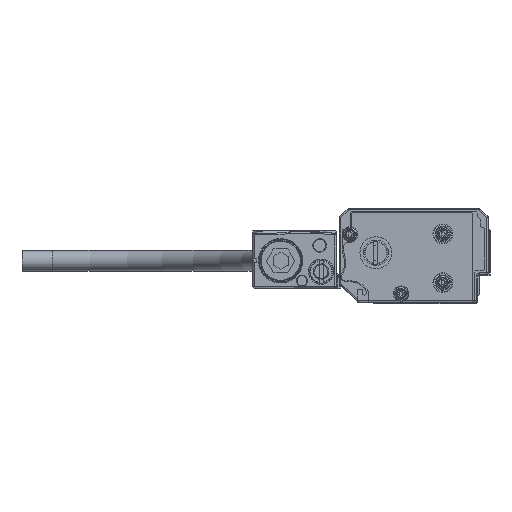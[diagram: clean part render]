
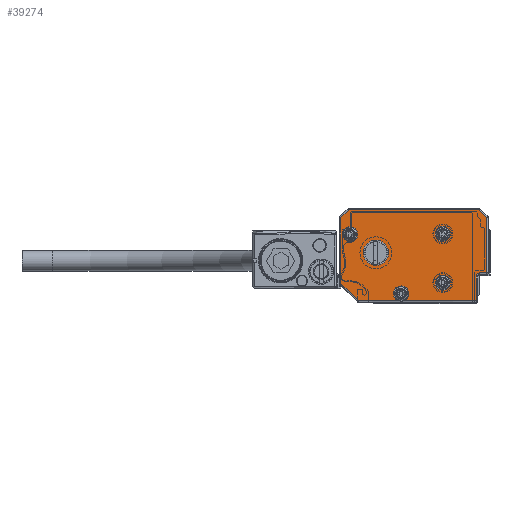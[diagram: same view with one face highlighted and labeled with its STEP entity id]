
A CAD part, left-side view. The second image highlights one B-rep face of the part: STEP entity #39274.
In plain terms, the highlighted planar face has unit normal (-1, 0, 0).
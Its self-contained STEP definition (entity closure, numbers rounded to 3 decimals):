
#39059=AXIS2_PLACEMENT_3D('Circle Axis2P3D',#39057,#39058,$) ;
#39087=AXIS2_PLACEMENT_3D('Circle Axis2P3D',#39085,#39086,$) ;
#39102=AXIS2_PLACEMENT_3D('Plane Axis2P3D',#39099,#39100,#39101) ;
#39106=AXIS2_PLACEMENT_3D('Circle Axis2P3D',#39104,#39105,$) ;
#39113=AXIS2_PLACEMENT_3D('Circle Axis2P3D',#39111,#39112,$) ;
#39120=AXIS2_PLACEMENT_3D('Circle Axis2P3D',#39118,#39119,$) ;
#39132=AXIS2_PLACEMENT_3D('Circle Axis2P3D',#39130,#39131,$) ;
#39204=AXIS2_PLACEMENT_3D('Circle Axis2P3D',#39202,#39203,$) ;
#39213=AXIS2_PLACEMENT_3D('Circle Axis2P3D',#39211,#39212,$) ;
#39222=AXIS2_PLACEMENT_3D('Circle Axis2P3D',#39220,#39221,$) ;
#39231=AXIS2_PLACEMENT_3D('Circle Axis2P3D',#39229,#39230,$) ;
#39240=AXIS2_PLACEMENT_3D('Circle Axis2P3D',#39238,#39239,$) ;
#39249=AXIS2_PLACEMENT_3D('Circle Axis2P3D',#39247,#39248,$) ;
#39258=AXIS2_PLACEMENT_3D('Circle Axis2P3D',#39256,#39257,$) ;
#39267=AXIS2_PLACEMENT_3D('Circle Axis2P3D',#39265,#39266,$) ;
#33700=CARTESIAN_POINT('Vertex',(-873.,8.4,-1.)) ;
#33702=CARTESIAN_POINT('Vertex',(-873.,7.,-1.)) ;
#33705=CARTESIAN_POINT('Line Origine',(-873.,3.5,-1.)) ;
#33709=CARTESIAN_POINT('Vertex',(-873.,21.793,-1.)) ;
#33721=CARTESIAN_POINT('Vertex',(-873.,-17.,-1.)) ;
#33724=CARTESIAN_POINT('Line Origine',(-873.,3.5,-1.)) ;
#39057=CARTESIAN_POINT('Axis2P3D Location',(-873.,7.7,1.4)) ;
#39061=CARTESIAN_POINT('Vertex',(-873.,5.2,1.4)) ;
#39082=CARTESIAN_POINT('Vertex',(-873.,9.894,0.201)) ;
#39085=CARTESIAN_POINT('Axis2P3D Location',(-873.,7.7,1.4)) ;
#39099=CARTESIAN_POINT('Axis2P3D Location',(-873.,-21.5,13.5)) ;
#39104=CARTESIAN_POINT('Axis2P3D Location',(-873.,7.7,1.4)) ;
#39108=CARTESIAN_POINT('Vertex',(-873.,10.2,1.4)) ;
#39111=CARTESIAN_POINT('Axis2P3D Location',(-873.,7.7,1.4)) ;
#39115=CARTESIAN_POINT('Vertex',(-873.,5.506,2.599)) ;
#39118=CARTESIAN_POINT('Axis2P3D Location',(-873.,7.7,1.4)) ;
#39123=CARTESIAN_POINT('Line Origine',(-873.,-17.,3.1)) ;
#39127=CARTESIAN_POINT('Vertex',(-873.,-17.,7.2)) ;
#39130=CARTESIAN_POINT('Axis2P3D Location',(-873.,-18.,7.2)) ;
#39134=CARTESIAN_POINT('Vertex',(-873.,-18.,8.2)) ;
#39137=CARTESIAN_POINT('Line Origine',(-873.,-19.25,8.2)) ;
#39141=CARTESIAN_POINT('Vertex',(-873.,-20.5,8.2)) ;
#39144=CARTESIAN_POINT('Line Origine',(-873.,-20.5,17.246)) ;
#39148=CARTESIAN_POINT('Vertex',(-873.,-20.5,26.293)) ;
#39151=CARTESIAN_POINT('Line Origine',(-873.,-19.146,27.646)) ;
#39155=CARTESIAN_POINT('Vertex',(-873.,-17.793,29.)) ;
#39158=CARTESIAN_POINT('Line Origine',(-873.,3.5,29.)) ;
#39162=CARTESIAN_POINT('Vertex',(-873.,24.793,29.)) ;
#39165=CARTESIAN_POINT('Line Origine',(-873.,26.146,27.646)) ;
#39169=CARTESIAN_POINT('Vertex',(-873.,27.5,26.293)) ;
#39172=CARTESIAN_POINT('Line Origine',(-873.,27.5,15.5)) ;
#39176=CARTESIAN_POINT('Vertex',(-873.,27.5,4.707)) ;
#39179=CARTESIAN_POINT('Line Origine',(-873.,24.646,1.854)) ;
#39202=CARTESIAN_POINT('Axis2P3D Location',(-873.,-6.,5.)) ;
#39206=CARTESIAN_POINT('Vertex',(-873.,-3.806,3.801)) ;
#39208=CARTESIAN_POINT('Vertex',(-873.,-8.194,6.199)) ;
#39211=CARTESIAN_POINT('Axis2P3D Location',(-873.,-6.,5.)) ;
#39220=CARTESIAN_POINT('Axis2P3D Location',(-873.,16.,14.8)) ;
#39224=CARTESIAN_POINT('Vertex',(-873.,11.85,14.8)) ;
#39226=CARTESIAN_POINT('Vertex',(-873.,20.15,14.8)) ;
#39229=CARTESIAN_POINT('Axis2P3D Location',(-873.,16.,14.8)) ;
#39238=CARTESIAN_POINT('Axis2P3D Location',(-873.,-6.,21.)) ;
#39242=CARTESIAN_POINT('Vertex',(-873.,-8.194,22.199)) ;
#39244=CARTESIAN_POINT('Vertex',(-873.,-3.806,19.801)) ;
#39247=CARTESIAN_POINT('Axis2P3D Location',(-873.,-6.,21.)) ;
#39256=CARTESIAN_POINT('Axis2P3D Location',(-873.,24.5,20.9)) ;
#39260=CARTESIAN_POINT('Vertex',(-873.,22.306,22.099)) ;
#39262=CARTESIAN_POINT('Vertex',(-873.,26.694,19.701)) ;
#39265=CARTESIAN_POINT('Axis2P3D Location',(-873.,24.5,20.9)) ;
#33706=DIRECTION('Vector Direction',(0.,1.,0.)) ;
#33725=DIRECTION('Vector Direction',(0.,1.,0.)) ;
#39058=DIRECTION('Axis2P3D Direction',(-1.,0.,0.)) ;
#39086=DIRECTION('Axis2P3D Direction',(-1.,0.,0.)) ;
#39100=DIRECTION('Axis2P3D Direction',(1.,0.,0.)) ;
#39101=DIRECTION('Axis2P3D XDirection',(0.,1.,0.)) ;
#39105=DIRECTION('Axis2P3D Direction',(1.,0.,0.)) ;
#39112=DIRECTION('Axis2P3D Direction',(1.,0.,0.)) ;
#39119=DIRECTION('Axis2P3D Direction',(1.,0.,0.)) ;
#39124=DIRECTION('Vector Direction',(0.,0.,1.)) ;
#39131=DIRECTION('Axis2P3D Direction',(1.,0.,0.)) ;
#39138=DIRECTION('Vector Direction',(0.,-1.,0.)) ;
#39145=DIRECTION('Vector Direction',(0.,0.,1.)) ;
#39152=DIRECTION('Vector Direction',(0.,-0.707,-0.707)) ;
#39159=DIRECTION('Vector Direction',(0.,1.,0.)) ;
#39166=DIRECTION('Vector Direction',(0.,0.707,-0.707)) ;
#39173=DIRECTION('Vector Direction',(0.,0.,-1.)) ;
#39180=DIRECTION('Vector Direction',(0.,-0.707,-0.707)) ;
#39203=DIRECTION('Axis2P3D Direction',(1.,0.,0.)) ;
#39212=DIRECTION('Axis2P3D Direction',(1.,0.,0.)) ;
#39221=DIRECTION('Axis2P3D Direction',(1.,0.,0.)) ;
#39230=DIRECTION('Axis2P3D Direction',(1.,0.,0.)) ;
#39239=DIRECTION('Axis2P3D Direction',(1.,0.,0.)) ;
#39248=DIRECTION('Axis2P3D Direction',(1.,0.,0.)) ;
#39257=DIRECTION('Axis2P3D Direction',(1.,0.,0.)) ;
#39266=DIRECTION('Axis2P3D Direction',(1.,0.,0.)) ;
#33707=VECTOR('Line Direction',#33706,1.) ;
#33726=VECTOR('Line Direction',#33725,1.) ;
#39125=VECTOR('Line Direction',#39124,1.) ;
#39139=VECTOR('Line Direction',#39138,1.) ;
#39146=VECTOR('Line Direction',#39145,1.) ;
#39153=VECTOR('Line Direction',#39152,1.) ;
#39160=VECTOR('Line Direction',#39159,1.) ;
#39167=VECTOR('Line Direction',#39166,1.) ;
#39174=VECTOR('Line Direction',#39173,1.) ;
#39181=VECTOR('Line Direction',#39180,1.) ;
#39185=ORIENTED_EDGE('',*,*,#39089,.T.) ;
#39186=ORIENTED_EDGE('',*,*,#39110,.T.) ;
#39187=ORIENTED_EDGE('',*,*,#39117,.T.) ;
#39188=ORIENTED_EDGE('',*,*,#39122,.T.) ;
#39189=ORIENTED_EDGE('',*,*,#39063,.T.) ;
#39190=ORIENTED_EDGE('',*,*,#33728,.F.) ;
#39191=ORIENTED_EDGE('',*,*,#39129,.F.) ;
#39192=ORIENTED_EDGE('',*,*,#39136,.F.) ;
#39193=ORIENTED_EDGE('',*,*,#39143,.F.) ;
#39194=ORIENTED_EDGE('',*,*,#39150,.F.) ;
#39195=ORIENTED_EDGE('',*,*,#39157,.F.) ;
#39196=ORIENTED_EDGE('',*,*,#39164,.F.) ;
#39197=ORIENTED_EDGE('',*,*,#39171,.F.) ;
#39198=ORIENTED_EDGE('',*,*,#39178,.F.) ;
#39199=ORIENTED_EDGE('',*,*,#39183,.F.) ;
#39200=ORIENTED_EDGE('',*,*,#33711,.F.) ;
#39217=ORIENTED_EDGE('',*,*,#39210,.T.) ;
#39218=ORIENTED_EDGE('',*,*,#39215,.T.) ;
#39235=ORIENTED_EDGE('',*,*,#39228,.T.) ;
#39236=ORIENTED_EDGE('',*,*,#39233,.T.) ;
#39253=ORIENTED_EDGE('',*,*,#39246,.T.) ;
#39254=ORIENTED_EDGE('',*,*,#39251,.T.) ;
#39271=ORIENTED_EDGE('',*,*,#39264,.T.) ;
#39272=ORIENTED_EDGE('',*,*,#39269,.T.) ;
#39219=FACE_BOUND('',#39216,.T.) ;
#39237=FACE_BOUND('',#39234,.T.) ;
#39255=FACE_BOUND('',#39252,.T.) ;
#39273=FACE_BOUND('',#39270,.T.) ;
#39274=ADVANCED_FACE('\X2\FF8AFF9FFF70FF82\X0\ \X2\FF8EFF9EFF83FF9EFF68FF70\X0\',(#39201,#39219,#39237,#39255,#39273),#39103,.F.) ;
#39060=CIRCLE('generated circle',#39059,2.5) ;
#39088=CIRCLE('generated circle',#39087,2.5) ;
#39107=CIRCLE('generated circle',#39106,2.5) ;
#39114=CIRCLE('generated circle',#39113,2.5) ;
#39121=CIRCLE('generated circle',#39120,2.5) ;
#39133=CIRCLE('generated circle',#39132,1.) ;
#39205=CIRCLE('generated circle',#39204,2.5) ;
#39214=CIRCLE('generated circle',#39213,2.5) ;
#39223=CIRCLE('generated circle',#39222,4.15) ;
#39232=CIRCLE('generated circle',#39231,4.15) ;
#39241=CIRCLE('generated circle',#39240,2.5) ;
#39250=CIRCLE('generated circle',#39249,2.5) ;
#39259=CIRCLE('generated circle',#39258,2.5) ;
#39268=CIRCLE('generated circle',#39267,2.5) ;
#33711=EDGE_CURVE('',#33701,#33710,#33708,.T.) ;
#33728=EDGE_CURVE('',#33722,#33703,#33727,.T.) ;
#39063=EDGE_CURVE('',#39062,#33703,#39060,.F.) ;
#39089=EDGE_CURVE('',#33701,#39083,#39088,.F.) ;
#39110=EDGE_CURVE('',#39083,#39109,#39107,.T.) ;
#39117=EDGE_CURVE('',#39109,#39116,#39114,.T.) ;
#39122=EDGE_CURVE('',#39116,#39062,#39121,.T.) ;
#39129=EDGE_CURVE('',#39128,#33722,#39126,.F.) ;
#39136=EDGE_CURVE('',#39135,#39128,#39133,.F.) ;
#39143=EDGE_CURVE('',#39142,#39135,#39140,.F.) ;
#39150=EDGE_CURVE('',#39149,#39142,#39147,.F.) ;
#39157=EDGE_CURVE('',#39156,#39149,#39154,.T.) ;
#39164=EDGE_CURVE('',#39163,#39156,#39161,.F.) ;
#39171=EDGE_CURVE('',#39170,#39163,#39168,.F.) ;
#39178=EDGE_CURVE('',#39177,#39170,#39175,.F.) ;
#39183=EDGE_CURVE('',#33710,#39177,#39182,.F.) ;
#39210=EDGE_CURVE('',#39207,#39209,#39205,.T.) ;
#39215=EDGE_CURVE('',#39209,#39207,#39214,.T.) ;
#39228=EDGE_CURVE('',#39225,#39227,#39223,.T.) ;
#39233=EDGE_CURVE('',#39227,#39225,#39232,.T.) ;
#39246=EDGE_CURVE('',#39243,#39245,#39241,.T.) ;
#39251=EDGE_CURVE('',#39245,#39243,#39250,.T.) ;
#39264=EDGE_CURVE('',#39261,#39263,#39259,.T.) ;
#39269=EDGE_CURVE('',#39263,#39261,#39268,.T.) ;
#39184=EDGE_LOOP('',(#39185,#39186,#39187,#39188,#39189,#39190,#39191,#39192,#39193,#39194,#39195,#39196,#39197,#39198,#39199,#39200)) ;
#39216=EDGE_LOOP('',(#39217,#39218)) ;
#39234=EDGE_LOOP('',(#39235,#39236)) ;
#39252=EDGE_LOOP('',(#39253,#39254)) ;
#39270=EDGE_LOOP('',(#39271,#39272)) ;
#39201=FACE_OUTER_BOUND('',#39184,.T.) ;
#33708=LINE('Line',#33705,#33707) ;
#33727=LINE('Line',#33724,#33726) ;
#39126=LINE('Line',#39123,#39125) ;
#39140=LINE('Line',#39137,#39139) ;
#39147=LINE('Line',#39144,#39146) ;
#39154=LINE('Line',#39151,#39153) ;
#39161=LINE('Line',#39158,#39160) ;
#39168=LINE('Line',#39165,#39167) ;
#39175=LINE('Line',#39172,#39174) ;
#39182=LINE('Line',#39179,#39181) ;
#39103=PLANE('Plane',#39102) ;
#33701=VERTEX_POINT('',#33700) ;
#33703=VERTEX_POINT('',#33702) ;
#33710=VERTEX_POINT('',#33709) ;
#33722=VERTEX_POINT('',#33721) ;
#39062=VERTEX_POINT('',#39061) ;
#39083=VERTEX_POINT('',#39082) ;
#39109=VERTEX_POINT('',#39108) ;
#39116=VERTEX_POINT('',#39115) ;
#39128=VERTEX_POINT('',#39127) ;
#39135=VERTEX_POINT('',#39134) ;
#39142=VERTEX_POINT('',#39141) ;
#39149=VERTEX_POINT('',#39148) ;
#39156=VERTEX_POINT('',#39155) ;
#39163=VERTEX_POINT('',#39162) ;
#39170=VERTEX_POINT('',#39169) ;
#39177=VERTEX_POINT('',#39176) ;
#39207=VERTEX_POINT('',#39206) ;
#39209=VERTEX_POINT('',#39208) ;
#39225=VERTEX_POINT('',#39224) ;
#39227=VERTEX_POINT('',#39226) ;
#39243=VERTEX_POINT('',#39242) ;
#39245=VERTEX_POINT('',#39244) ;
#39261=VERTEX_POINT('',#39260) ;
#39263=VERTEX_POINT('',#39262) ;
